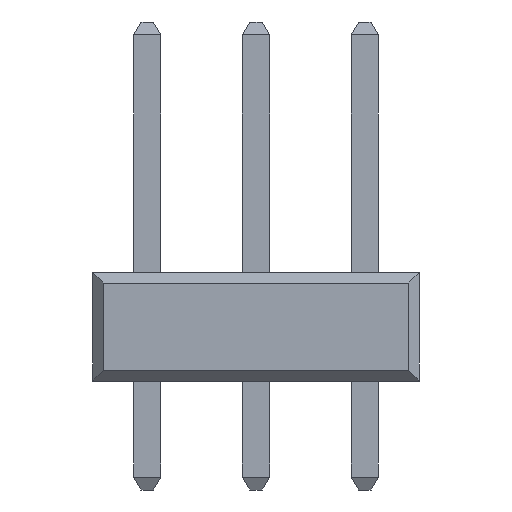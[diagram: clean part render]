
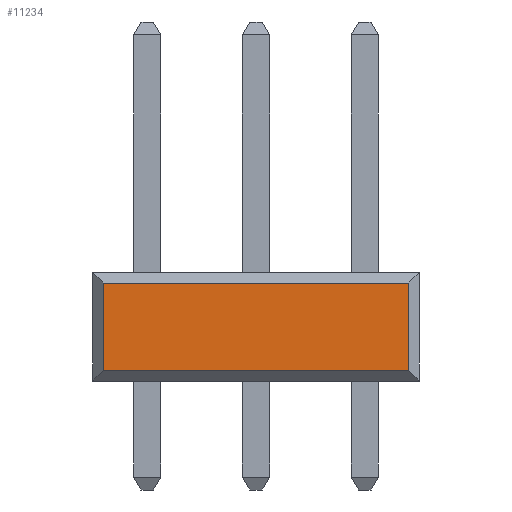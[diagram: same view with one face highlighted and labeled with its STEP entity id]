
A CAD part, left-side view. The second image highlights one B-rep face of the part: STEP entity #11234.
In plain terms, the highlighted planar face has unit normal (-1, 0, 0).
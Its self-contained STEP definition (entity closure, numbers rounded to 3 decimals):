
#1506 = CARTESIAN_POINT ( 'NONE',  ( -12.7, -3.56, 0.25 ) ) ;
#1773 = LINE ( 'NONE', #17202, #17708 ) ;
#2765 = ORIENTED_EDGE ( 'NONE', *, *, #25333, .T. ) ;
#3639 = EDGE_CURVE ( 'NONE', #14860, #27069, #23139, .T. ) ;
#3756 = FACE_OUTER_BOUND ( 'NONE', #22168, .T. ) ;
#4710 = CARTESIAN_POINT ( 'NONE',  ( -12.7, 3.56, 0.25 ) ) ;
#6166 = DIRECTION ( 'NONE',  ( 0., 0., -1. ) ) ;
#6937 = DIRECTION ( 'NONE',  ( 0., 1., 0. ) ) ;
#8080 = VERTEX_POINT ( 'NONE', #13407 ) ;
#9082 = VERTEX_POINT ( 'NONE', #4710 ) ;
#10121 = CARTESIAN_POINT ( 'NONE',  ( -12.7, -3.56, 2.29 ) ) ;
#10444 = CARTESIAN_POINT ( 'NONE',  ( -12.7, 3.56, 2.54 ) ) ;
#11234 = ADVANCED_FACE ( 'NONE', ( #3756 ), #17163, .F. ) ;
#12430 = ORIENTED_EDGE ( 'NONE', *, *, #15659, .T. ) ;
#12701 = LINE ( 'NONE', #10444, #14341 ) ;
#13407 = CARTESIAN_POINT ( 'NONE',  ( -12.7, 3.56, 2.29 ) ) ;
#13624 = AXIS2_PLACEMENT_3D ( 'NONE', #23618, #21411, #23441 ) ;
#14341 = VECTOR ( 'NONE', #6166, 1000. ) ;
#14860 = VERTEX_POINT ( 'NONE', #10121 ) ;
#15200 = CARTESIAN_POINT ( 'NONE',  ( -12.7, -3.56, 2.54 ) ) ;
#15659 = EDGE_CURVE ( 'NONE', #8080, #9082, #12701, .T. ) ;
#16843 = VECTOR ( 'NONE', #20579, 1000. ) ;
#17163 = PLANE ( 'NONE',  #13624 ) ;
#17202 = CARTESIAN_POINT ( 'NONE',  ( -12.7, 3.56, 2.29 ) ) ;
#17309 = DIRECTION ( 'NONE',  ( 0., 0., -1. ) ) ;
#17506 = VECTOR ( 'NONE', #17309, 1000. ) ;
#17708 = VECTOR ( 'NONE', #6937, 1000. ) ;
#20527 = CARTESIAN_POINT ( 'NONE',  ( -12.7, -3.56, 0.25 ) ) ;
#20579 = DIRECTION ( 'NONE',  ( 0., -1., 0. ) ) ;
#21411 = DIRECTION ( 'NONE',  ( 1., 0., 0. ) ) ;
#22145 = EDGE_CURVE ( 'NONE', #14860, #8080, #1773, .T. ) ;
#22168 = EDGE_LOOP ( 'NONE', ( #12430, #2765, #27105, #24038 ) ) ;
#23139 = LINE ( 'NONE', #15200, #17506 ) ;
#23441 = DIRECTION ( 'NONE',  ( 0., 1., 0. ) ) ;
#23618 = CARTESIAN_POINT ( 'NONE',  ( -12.7, -3.56, 2.54 ) ) ;
#23747 = LINE ( 'NONE', #1506, #16843 ) ;
#24038 = ORIENTED_EDGE ( 'NONE', *, *, #22145, .T. ) ;
#25333 = EDGE_CURVE ( 'NONE', #9082, #27069, #23747, .T. ) ;
#27069 = VERTEX_POINT ( 'NONE', #20527 ) ;
#27105 = ORIENTED_EDGE ( 'NONE', *, *, #3639, .F. ) ;
